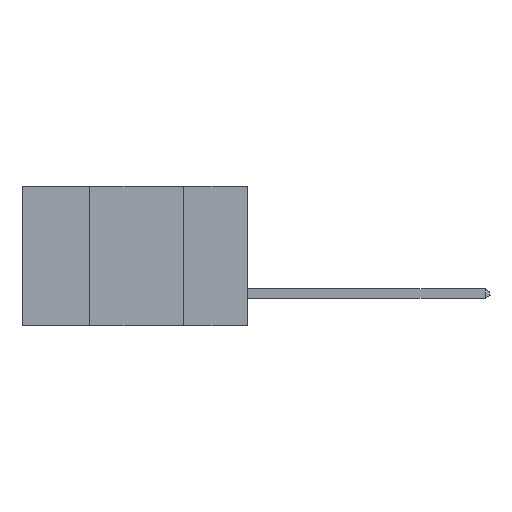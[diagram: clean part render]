
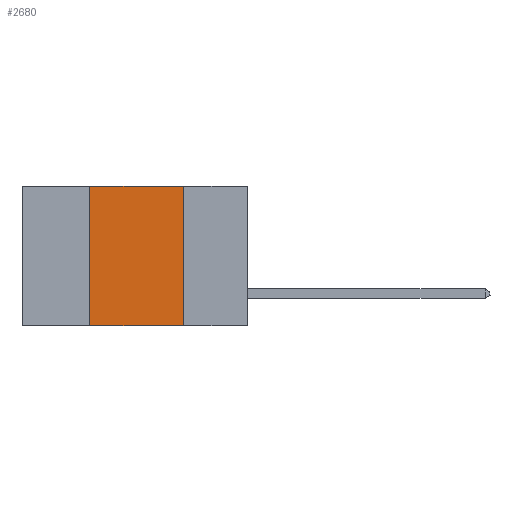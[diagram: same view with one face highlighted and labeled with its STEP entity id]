
A CAD part, left-side view. The second image highlights one B-rep face of the part: STEP entity #2680.
In plain terms, the highlighted planar face has unit normal (-1, 0, 0).
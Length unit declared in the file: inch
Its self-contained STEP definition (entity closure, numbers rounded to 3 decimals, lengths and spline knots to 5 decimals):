
#110 = DIRECTION ( 'NONE',  ( 0., 0., -1. ) ) ;
#227 = CARTESIAN_POINT ( 'NONE',  ( 0., 0.17, 0. ) ) ;
#719 = EDGE_CURVE ( 'NONE', #831, #3328, #6986, .T. ) ;
#831 = VERTEX_POINT ( 'NONE', #2881 ) ;
#1112 = VERTEX_POINT ( 'NONE', #8720 ) ;
#1527 = AXIS2_PLACEMENT_3D ( 'NONE', #5972, #4261, #10286 ) ;
#1572 = VECTOR ( 'NONE', #9580, 39.37008 ) ;
#1631 = PLANE ( 'NONE',  #1527 ) ;
#1677 = FACE_OUTER_BOUND ( 'NONE', #7390, .T. ) ;
#2654 = CARTESIAN_POINT ( 'NONE',  ( 0., 0.42, 0. ) ) ;
#2680 = ADVANCED_FACE ( 'NONE', ( #1677 ), #1631, .F. ) ;
#2767 = CARTESIAN_POINT ( 'NONE',  ( 0., 0.6, -0.37 ) ) ;
#2792 = ORIENTED_EDGE ( 'NONE', *, *, #3656, .F. ) ;
#2881 = CARTESIAN_POINT ( 'NONE',  ( 0., 0.42, -0.37 ) ) ;
#3328 = VERTEX_POINT ( 'NONE', #10150 ) ;
#3656 = EDGE_CURVE ( 'NONE', #1112, #10619, #6111, .T. ) ;
#4261 = DIRECTION ( 'NONE',  ( 1., 0., 0. ) ) ;
#4837 = CARTESIAN_POINT ( 'NONE',  ( 0., 0.17, 0. ) ) ;
#5498 = ORIENTED_EDGE ( 'NONE', *, *, #719, .T. ) ;
#5630 = DIRECTION ( 'NONE',  ( 0., -1., 0. ) ) ;
#5972 = CARTESIAN_POINT ( 'NONE',  ( 0., 0.6, 0. ) ) ;
#6111 = LINE ( 'NONE', #9800, #6387 ) ;
#6176 = VECTOR ( 'NONE', #7804, 39.37008 ) ;
#6387 = VECTOR ( 'NONE', #5630, 39.37008 ) ;
#6479 = ORIENTED_EDGE ( 'NONE', *, *, #7650, .F. ) ;
#6656 = LINE ( 'NONE', #4837, #8148 ) ;
#6986 = LINE ( 'NONE', #2767, #1572 ) ;
#7390 = EDGE_LOOP ( 'NONE', ( #8521, #2792, #6479, #5498 ) ) ;
#7650 = EDGE_CURVE ( 'NONE', #831, #1112, #10730, .T. ) ;
#7804 = DIRECTION ( 'NONE',  ( 0., 0., 1. ) ) ;
#8148 = VECTOR ( 'NONE', #110, 39.37008 ) ;
#8521 = ORIENTED_EDGE ( 'NONE', *, *, #9998, .F. ) ;
#8720 = CARTESIAN_POINT ( 'NONE',  ( 0., 0.42, 0. ) ) ;
#9580 = DIRECTION ( 'NONE',  ( 0., -1., 0. ) ) ;
#9800 = CARTESIAN_POINT ( 'NONE',  ( 0., 0.6, 0. ) ) ;
#9998 = EDGE_CURVE ( 'NONE', #10619, #3328, #6656, .T. ) ;
#10150 = CARTESIAN_POINT ( 'NONE',  ( 0., 0.17, -0.37 ) ) ;
#10286 = DIRECTION ( 'NONE',  ( 0., 0., -1. ) ) ;
#10619 = VERTEX_POINT ( 'NONE', #227 ) ;
#10730 = LINE ( 'NONE', #2654, #6176 ) ;
